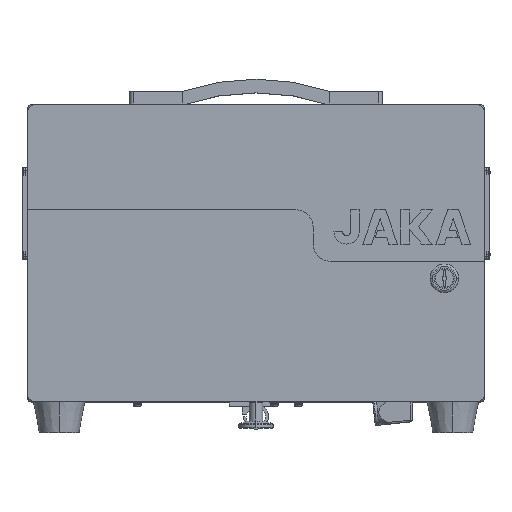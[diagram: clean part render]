
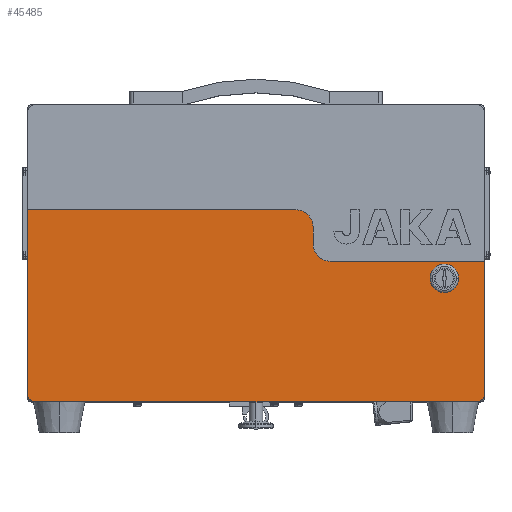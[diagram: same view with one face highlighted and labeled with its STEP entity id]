
A CAD part, top view. The second image highlights one B-rep face of the part: STEP entity #45485.
In plain terms, the highlighted planar face has unit normal (0, 0, 1).
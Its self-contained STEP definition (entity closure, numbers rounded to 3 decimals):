
#97 = VERTEX_POINT ( 'NONE', #17275 ) ;
#880 = CARTESIAN_POINT ( 'NONE',  ( 200., 150., 127. ) ) ;
#1124 = AXIS2_PLACEMENT_3D ( 'NONE', #13032, #53135, #18841 ) ;
#1452 = LINE ( 'NONE', #69947, #13200 ) ;
#2173 = DIRECTION ( 'NONE',  ( 0., 0., -1. ) ) ;
#2349 = DIRECTION ( 'NONE',  ( 1., 0., 0. ) ) ;
#2402 = EDGE_CURVE ( 'NONE', #49319, #4641, #39448, .T. ) ;
#3690 = ORIENTED_EDGE ( 'NONE', *, *, #30780, .F. ) ;
#4181 = ORIENTED_EDGE ( 'NONE', *, *, #56695, .F. ) ;
#4641 = VERTEX_POINT ( 'NONE', #37170 ) ;
#5376 = ORIENTED_EDGE ( 'NONE', *, *, #2402, .F. ) ;
#9190 = LINE ( 'NONE', #12826, #66711 ) ;
#10380 = DIRECTION ( 'NONE',  ( 0., 0., 1. ) ) ;
#11201 = LINE ( 'NONE', #13146, #72310 ) ;
#11261 = PLANE ( 'NONE',  #47681 ) ;
#11507 = DIRECTION ( 'NONE',  ( 0., 1., 0. ) ) ;
#11598 = CARTESIAN_POINT ( 'NONE',  ( 194., 27., 127. ) ) ;
#12826 = CARTESIAN_POINT ( 'NONE',  ( -200., 195., 127. ) ) ;
#13032 = CARTESIAN_POINT ( 'NONE',  ( 65., 165., 127. ) ) ;
#13146 = CARTESIAN_POINT ( 'NONE',  ( 200., 27., 127. ) ) ;
#13200 = VECTOR ( 'NONE', #64166, 1000. ) ;
#14648 = CARTESIAN_POINT ( 'NONE',  ( 200., 33., 127. ) ) ;
#17275 = CARTESIAN_POINT ( 'NONE',  ( 50., 165., 127. ) ) ;
#18166 = DIRECTION ( 'NONE',  ( 0., 0., 1. ) ) ;
#18444 = VECTOR ( 'NONE', #44845, 1000. ) ;
#18633 = DIRECTION ( 'NONE',  ( 1., 0., 0. ) ) ;
#18841 = DIRECTION ( 'NONE',  ( 0., 1., 0. ) ) ;
#23287 = EDGE_CURVE ( 'NONE', #31874, #72289, #52726, .T. ) ;
#23954 = EDGE_LOOP ( 'NONE', ( #38283, #5376 ) ) ;
#24200 = DIRECTION ( 'NONE',  ( -1., 0., 0. ) ) ;
#25137 = VERTEX_POINT ( 'NONE', #55510 ) ;
#25202 = CARTESIAN_POINT ( 'NONE',  ( -194., 33., 127. ) ) ;
#27609 = AXIS2_PLACEMENT_3D ( 'NONE', #36598, #2173, #42360 ) ;
#28276 = CIRCLE ( 'NONE', #1124, 15. ) ;
#28593 = CARTESIAN_POINT ( 'NONE',  ( 223., 9., 127. ) ) ;
#29790 = CIRCLE ( 'NONE', #66217, 6. ) ;
#30387 = DIRECTION ( 'NONE',  ( 0., 0., 1. ) ) ;
#30675 = EDGE_CURVE ( 'NONE', #42401, #97, #48885, .T. ) ;
#30780 = EDGE_CURVE ( 'NONE', #97, #38536, #28276, .T. ) ;
#30822 = LINE ( 'NONE', #72750, #32630 ) ;
#30980 = DIRECTION ( 'NONE',  ( 0., 1., 0. ) ) ;
#31874 = VERTEX_POINT ( 'NONE', #43640 ) ;
#32211 = CARTESIAN_POINT ( 'NONE',  ( 177.5, 135., 127. ) ) ;
#32612 = DIRECTION ( 'NONE',  ( 0., 1., 0. ) ) ;
#32630 = VECTOR ( 'NONE', #32612, 1000. ) ;
#33373 = EDGE_CURVE ( 'NONE', #38536, #65292, #69870, .T. ) ;
#33855 = ORIENTED_EDGE ( 'NONE', *, *, #33373, .F. ) ;
#36347 = CARTESIAN_POINT ( 'NONE',  ( 35., 195., 127. ) ) ;
#36598 = CARTESIAN_POINT ( 'NONE',  ( 35., 180., 127. ) ) ;
#37170 = CARTESIAN_POINT ( 'NONE',  ( 152.5, 135., 127. ) ) ;
#37494 = EDGE_CURVE ( 'NONE', #4641, #49319, #60477, .T. ) ;
#38283 = ORIENTED_EDGE ( 'NONE', *, *, #37494, .F. ) ;
#38536 = VERTEX_POINT ( 'NONE', #65348 ) ;
#38538 = ORIENTED_EDGE ( 'NONE', *, *, #44218, .F. ) ;
#39090 = CARTESIAN_POINT ( 'NONE',  ( 50., 180., 127. ) ) ;
#39100 = EDGE_LOOP ( 'NONE', ( #38538, #33855, #3690, #68618, #66000, #46028, #4181, #43058, #66197, #55208 ) ) ;
#39448 = CIRCLE ( 'NONE', #48705, 12.5 ) ;
#40040 = FACE_OUTER_BOUND ( 'NONE', #39100, .T. ) ;
#40194 = AXIS2_PLACEMENT_3D ( 'NONE', #25202, #65334, #30980 ) ;
#42360 = DIRECTION ( 'NONE',  ( 0., 1., 0. ) ) ;
#42401 = VERTEX_POINT ( 'NONE', #54605 ) ;
#42547 = CARTESIAN_POINT ( 'NONE',  ( 65., 150., 127. ) ) ;
#43058 = ORIENTED_EDGE ( 'NONE', *, *, #23287, .T. ) ;
#43640 = CARTESIAN_POINT ( 'NONE',  ( -200., 33., 127. ) ) ;
#44218 = EDGE_CURVE ( 'NONE', #65292, #69827, #1452, .T. ) ;
#44738 = CARTESIAN_POINT ( 'NONE',  ( 194., 33., 127. ) ) ;
#44845 = DIRECTION ( 'NONE',  ( 0., -1., 0. ) ) ;
#45485 = ADVANCED_FACE ( 'NONE', ( #70605, #40040 ), #11261, .F. ) ;
#45820 = DIRECTION ( 'NONE',  ( 0., 0., -1. ) ) ;
#46028 = ORIENTED_EDGE ( 'NONE', *, *, #71532, .F. ) ;
#47681 = AXIS2_PLACEMENT_3D ( 'NONE', #28593, #45820, #11507 ) ;
#48705 = AXIS2_PLACEMENT_3D ( 'NONE', #63302, #18166, #52460 ) ;
#48885 = LINE ( 'NONE', #39090, #18444 ) ;
#49319 = VERTEX_POINT ( 'NONE', #32211 ) ;
#49793 = CARTESIAN_POINT ( 'NONE',  ( -194., 27., 127. ) ) ;
#50487 = DIRECTION ( 'NONE',  ( 0., 1., 0. ) ) ;
#51111 = AXIS2_PLACEMENT_3D ( 'NONE', #64734, #30387, #70533 ) ;
#52460 = DIRECTION ( 'NONE',  ( 1., 0., 0. ) ) ;
#52726 = CIRCLE ( 'NONE', #40194, 6. ) ;
#52838 = VERTEX_POINT ( 'NONE', #11598 ) ;
#53135 = DIRECTION ( 'NONE',  ( 0., 0., 1. ) ) ;
#54284 = CIRCLE ( 'NONE', #27609, 15. ) ;
#54605 = CARTESIAN_POINT ( 'NONE',  ( 50., 180., 127. ) ) ;
#55208 = ORIENTED_EDGE ( 'NONE', *, *, #57369, .T. ) ;
#55510 = CARTESIAN_POINT ( 'NONE',  ( -200., 195., 127. ) ) ;
#56695 = EDGE_CURVE ( 'NONE', #31874, #25137, #30822, .T. ) ;
#57369 = EDGE_CURVE ( 'NONE', #52838, #69827, #29790, .T. ) ;
#58233 = VERTEX_POINT ( 'NONE', #36347 ) ;
#60477 = CIRCLE ( 'NONE', #51111, 12.5 ) ;
#62392 = EDGE_CURVE ( 'NONE', #58233, #42401, #54284, .T. ) ;
#63302 = CARTESIAN_POINT ( 'NONE',  ( 165., 135., 127. ) ) ;
#64166 = DIRECTION ( 'NONE',  ( 0., -1., 0. ) ) ;
#64734 = CARTESIAN_POINT ( 'NONE',  ( 165., 135., 127. ) ) ;
#65292 = VERTEX_POINT ( 'NONE', #880 ) ;
#65334 = DIRECTION ( 'NONE',  ( 0., 0., 1. ) ) ;
#65348 = CARTESIAN_POINT ( 'NONE',  ( 65., 150., 127. ) ) ;
#66000 = ORIENTED_EDGE ( 'NONE', *, *, #62392, .F. ) ;
#66197 = ORIENTED_EDGE ( 'NONE', *, *, #69689, .F. ) ;
#66217 = AXIS2_PLACEMENT_3D ( 'NONE', #44738, #10380, #50487 ) ;
#66711 = VECTOR ( 'NONE', #18633, 1000. ) ;
#68618 = ORIENTED_EDGE ( 'NONE', *, *, #30675, .F. ) ;
#69689 = EDGE_CURVE ( 'NONE', #52838, #72289, #11201, .T. ) ;
#69827 = VERTEX_POINT ( 'NONE', #14648 ) ;
#69870 = LINE ( 'NONE', #42547, #71704 ) ;
#69947 = CARTESIAN_POINT ( 'NONE',  ( 200., 287., 127. ) ) ;
#70533 = DIRECTION ( 'NONE',  ( 1., 0., 0. ) ) ;
#70605 = FACE_BOUND ( 'NONE', #23954, .T. ) ;
#71532 = EDGE_CURVE ( 'NONE', #25137, #58233, #9190, .T. ) ;
#71704 = VECTOR ( 'NONE', #2349, 1000. ) ;
#72289 = VERTEX_POINT ( 'NONE', #49793 ) ;
#72310 = VECTOR ( 'NONE', #24200, 1000. ) ;
#72750 = CARTESIAN_POINT ( 'NONE',  ( -200., 27., 127. ) ) ;
